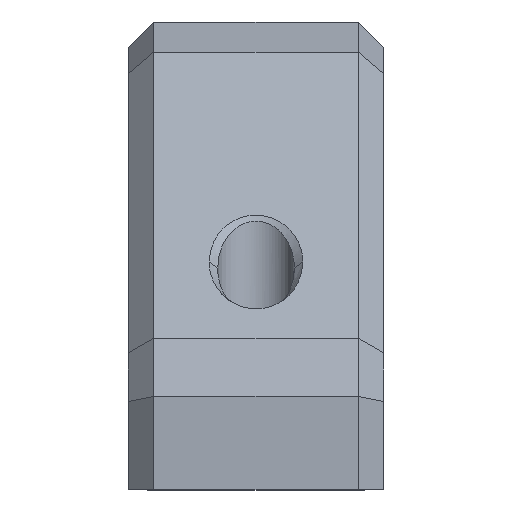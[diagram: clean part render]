
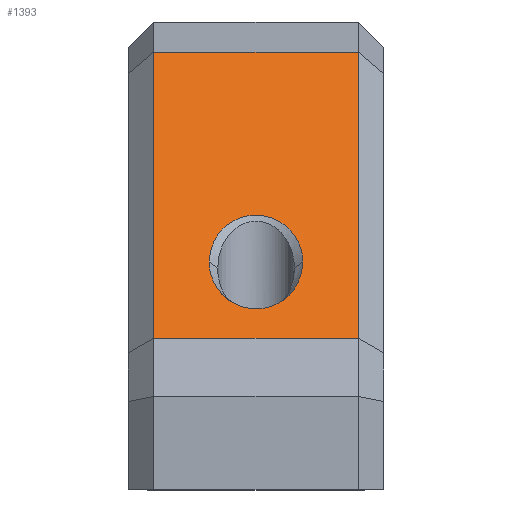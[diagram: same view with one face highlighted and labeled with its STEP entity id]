
A CAD part, front view. The second image highlights one B-rep face of the part: STEP entity #1393.
In plain terms, the highlighted planar face has unit normal (0, -0.707, 0.707).
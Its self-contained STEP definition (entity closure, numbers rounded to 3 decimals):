
#182=DIRECTION('',(1.,0.,0.));
#183=VECTOR('',#182,24.);
#184=CARTESIAN_POINT('',(3.,-43.536,51.464));
#185=LINE('',#184,#183);
#210=DIRECTION('',(0.,-0.707,-0.707));
#211=VECTOR('',#210,47.569);
#212=CARTESIAN_POINT('',(27.,-43.536,51.464));
#213=LINE('',#212,#211);
#370=DIRECTION('',(0.,0.707,0.707));
#371=VECTOR('',#370,47.569);
#372=CARTESIAN_POINT('',(3.,-77.172,17.828));
#373=LINE('',#372,#371);
#386=CARTESIAN_POINT('',(20.5,-68.207,26.793));
#387=CARTESIAN_POINT('',(20.5,-68.704,26.296));
#388=CARTESIAN_POINT('',(20.348,-69.745,25.255));
#389=CARTESIAN_POINT('',(19.809,-70.977,24.023));
#390=CARTESIAN_POINT('',(19.042,-72.007,22.993));
#391=CARTESIAN_POINT('',(18.111,-72.795,22.205));
#392=CARTESIAN_POINT('',(17.075,-73.343,21.657));
#393=CARTESIAN_POINT('',(16.025,-73.645,21.355));
#394=CARTESIAN_POINT('',(15.002,-73.738,21.262));
#395=CARTESIAN_POINT('',(13.98,-73.646,21.354));
#396=CARTESIAN_POINT('',(12.927,-73.344,21.656));
#397=CARTESIAN_POINT('',(11.888,-72.794,22.206));
#398=CARTESIAN_POINT('',(10.955,-72.004,22.996));
#399=CARTESIAN_POINT('',(10.187,-70.972,24.028));
#400=CARTESIAN_POINT('',(9.648,-69.729,25.271));
#401=CARTESIAN_POINT('',(9.5,-68.7,26.3));
#402=CARTESIAN_POINT('',(9.5,-68.207,26.793));
#404=CARTESIAN_POINT('',(9.5,-68.207,26.793));
#405=CARTESIAN_POINT('',(9.5,-67.711,27.289));
#406=CARTESIAN_POINT('',(9.652,-66.669,28.331));
#407=CARTESIAN_POINT('',(10.191,-65.437,29.563));
#408=CARTESIAN_POINT('',(10.958,-64.407,30.593));
#409=CARTESIAN_POINT('',(11.889,-63.619,31.381));
#410=CARTESIAN_POINT('',(12.925,-63.072,31.928));
#411=CARTESIAN_POINT('',(13.975,-62.769,32.231));
#412=CARTESIAN_POINT('',(14.998,-62.676,32.324));
#413=CARTESIAN_POINT('',(16.02,-62.769,32.231));
#414=CARTESIAN_POINT('',(17.073,-63.07,31.93));
#415=CARTESIAN_POINT('',(18.112,-63.62,31.38));
#416=CARTESIAN_POINT('',(19.045,-64.41,30.59));
#417=CARTESIAN_POINT('',(19.813,-65.443,29.557));
#418=CARTESIAN_POINT('',(20.352,-66.685,28.315));
#419=CARTESIAN_POINT('',(20.5,-67.714,27.286));
#420=CARTESIAN_POINT('',(20.5,-68.207,26.793));
#426=DIRECTION('',(-1.,0.,0.));
#427=VECTOR('',#426,24.);
#428=CARTESIAN_POINT('',(27.,-77.172,17.828));
#429=LINE('',#428,#427);
#710=CARTESIAN_POINT('',(27.,-43.536,51.464));
#711=VERTEX_POINT('',#710);
#714=CARTESIAN_POINT('',(27.,-77.172,17.828));
#715=VERTEX_POINT('',#714);
#726=CARTESIAN_POINT('',(3.,-43.536,51.464));
#727=VERTEX_POINT('',#726);
#728=CARTESIAN_POINT('',(3.,-77.172,17.828));
#729=VERTEX_POINT('',#728);
#838=VERTEX_POINT('',#386);
#839=VERTEX_POINT('',#402);
#1375=CARTESIAN_POINT('',(0.,-80.,15.));
#1376=DIRECTION('',(0.,0.707,-0.707));
#1377=DIRECTION('',(0.,0.707,0.707));
#1378=AXIS2_PLACEMENT_3D('',#1375,#1376,#1377);
#1379=PLANE('',#1378);
#1380=ORIENTED_EDGE('',*,*,#1149,.T.);
#1382=ORIENTED_EDGE('',*,*,#1381,.T.);
#1383=ORIENTED_EDGE('',*,*,#1366,.T.);
#1384=ORIENTED_EDGE('',*,*,#1120,.T.);
#1385=EDGE_LOOP('',(#1380,#1382,#1383,#1384));
#1386=FACE_OUTER_BOUND('',#1385,.F.);
#1388=ORIENTED_EDGE('',*,*,#1387,.F.);
#1390=ORIENTED_EDGE('',*,*,#1389,.F.);
#1391=EDGE_LOOP('',(#1388,#1390));
#1392=FACE_BOUND('',#1391,.F.);
#1393=ADVANCED_FACE('',(#1386,#1392),#1379,.F.);
#403=B_SPLINE_CURVE_WITH_KNOTS('',3,(#386,#387,#388,#389,#390,#391,#392,#393,
#394,#395,#396,#397,#398,#399,#400,#401,#402),.UNSPECIFIED.,.F.,.F.,(4,1,1,1,1,
1,1,1,1,1,1,1,1,1,4),(0.,0.071,0.143,
0.214,0.286,0.357,0.429,
0.5,0.571,0.643,0.714,
0.786,0.857,0.929,1.),.UNSPECIFIED.);
#421=B_SPLINE_CURVE_WITH_KNOTS('',3,(#404,#405,#406,#407,#408,#409,#410,#411,
#412,#413,#414,#415,#416,#417,#418,#419,#420),.UNSPECIFIED.,.F.,.F.,(4,1,1,1,1,
1,1,1,1,1,1,1,1,1,4),(0.,0.071,0.143,
0.214,0.286,0.357,0.429,
0.5,0.571,0.643,0.714,
0.786,0.857,0.929,1.),.UNSPECIFIED.);
#1120=EDGE_CURVE('',#727,#711,#185,.T.);
#1149=EDGE_CURVE('',#711,#715,#213,.T.);
#1366=EDGE_CURVE('',#729,#727,#373,.T.);
#1381=EDGE_CURVE('',#715,#729,#429,.T.);
#1387=EDGE_CURVE('',#838,#839,#403,.T.);
#1389=EDGE_CURVE('',#839,#838,#421,.T.);
